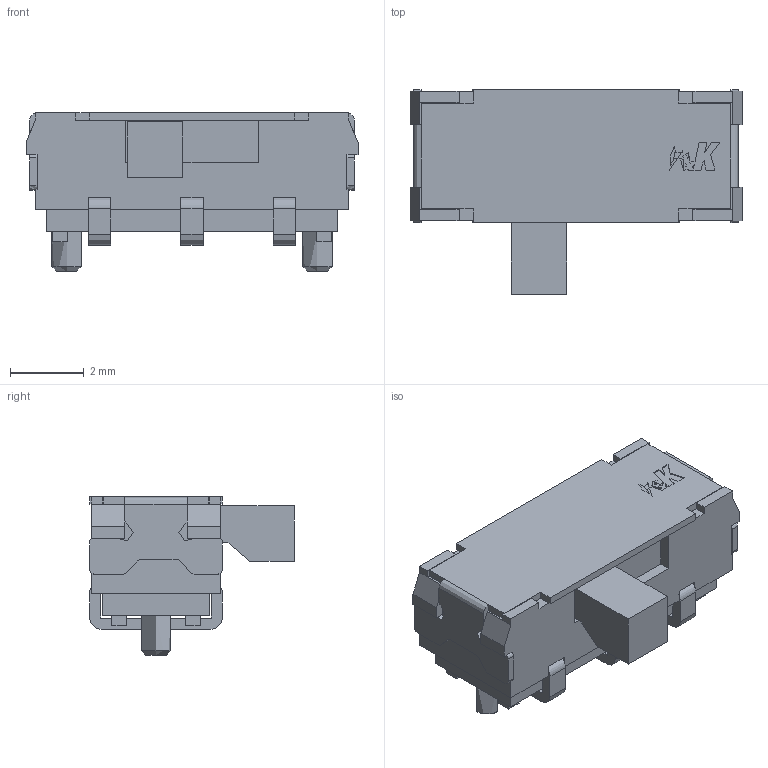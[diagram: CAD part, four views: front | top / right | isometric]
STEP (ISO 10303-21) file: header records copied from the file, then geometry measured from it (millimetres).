
FILE_DESCRIPTION(/* description */ (''),/* implementation_level */ '2;1');
FILE_NAME(/* name */ 'JS202011JAQN.step',/* time_stamp */ '2022-01-17T17:02:01+02:00',/* author */ (''),/* organization */ (''),/* preprocessor_version */ 'ST-DEVELOPER v18.1',/* originating_system */ 'Autodesk Translation Framework v10.10.0.1391',/* authorisation */ '');
FILE_SCHEMA (('AUTOMOTIVE_DESIGN { 1 0 10303 214 3 1 1 }'));
Length unit declared in the file: metre
Products named in the file (1): (Unsaved)
Bounding box: 9 x 5.55 x 4.3 mm (x, y, z)
Volume: 100.2 mm3; surface area: 202.2 mm2
Topology: 1 solids, 1 shells, 307 faces, 861 edges, 562 vertices
Faces by surface type: plane 233, cylinder 52, bspline 20, cone 2
Full cylindrical faces by diameter (mm): 0.8 x2
Entity records: 10174 total; most frequent: CARTESIAN_POINT 2249, ORIENTED_EDGE 1722, DIRECTION 1522, EDGE_CURVE 861, LINE 694, VECTOR 694, VERTEX_POINT 562, AXIS2_PLACEMENT_3D 414
